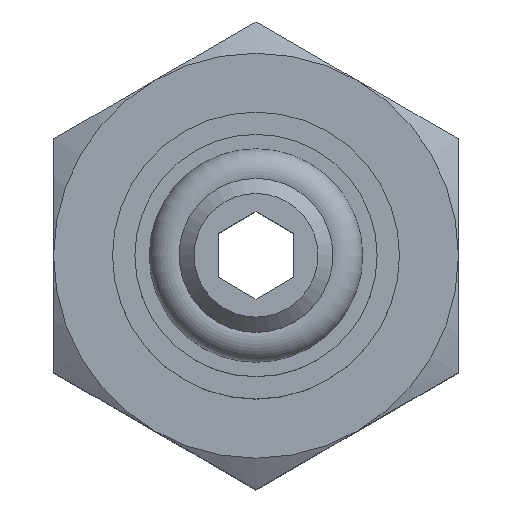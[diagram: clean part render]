
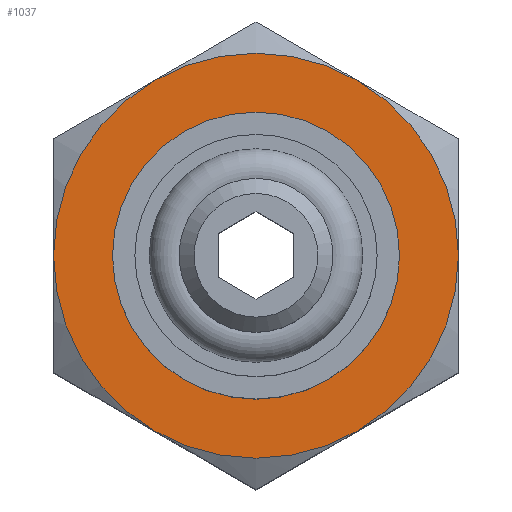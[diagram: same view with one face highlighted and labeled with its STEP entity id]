
A CAD part, top view. The second image highlights one B-rep face of the part: STEP entity #1037.
In plain terms, the highlighted planar face has unit normal (0, 0, 1).
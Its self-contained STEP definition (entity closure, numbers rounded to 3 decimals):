
#81=PLANE('',#1127);
#130=CIRCLE('',#1116,4.5);
#131=CIRCLE('',#1118,6.35);
#132=CIRCLE('',#1120,6.35);
#133=CIRCLE('',#1122,6.35);
#134=CIRCLE('',#1124,6.35);
#135=CIRCLE('',#1126,6.35);
#136=CIRCLE('',#1128,6.35);
#271=ORIENTED_EDGE('',*,*,#376,.F.);
#272=ORIENTED_EDGE('',*,*,#377,.T.);
#273=ORIENTED_EDGE('',*,*,#381,.T.);
#274=ORIENTED_EDGE('',*,*,#380,.T.);
#275=ORIENTED_EDGE('',*,*,#379,.T.);
#276=ORIENTED_EDGE('',*,*,#382,.T.);
#277=ORIENTED_EDGE('',*,*,#378,.T.);
#376=EDGE_CURVE('',#448,#448,#130,.T.);
#377=EDGE_CURVE('',#430,#428,#131,.T.);
#378=EDGE_CURVE('',#432,#430,#132,.T.);
#379=EDGE_CURVE('',#424,#422,#133,.T.);
#380=EDGE_CURVE('',#426,#424,#134,.T.);
#381=EDGE_CURVE('',#428,#426,#135,.T.);
#382=EDGE_CURVE('',#422,#432,#136,.T.);
#422=VERTEX_POINT('',#1469);
#424=VERTEX_POINT('',#1481);
#426=VERTEX_POINT('',#1493);
#428=VERTEX_POINT('',#1505);
#430=VERTEX_POINT('',#1517);
#432=VERTEX_POINT('',#1529);
#448=VERTEX_POINT('',#1575);
#540=EDGE_LOOP('',(#271));
#541=EDGE_LOOP('',(#272,#273,#274,#275,#276,#277));
#616=FACE_BOUND('',#540,.T.);
#617=FACE_BOUND('',#541,.T.);
#1037=ADVANCED_FACE('',(#616,#617),#81,.F.);
#1116=AXIS2_PLACEMENT_3D('',#1574,#1288,#1289);
#1118=AXIS2_PLACEMENT_3D('',#1577,#1292,#1293);
#1120=AXIS2_PLACEMENT_3D('',#1579,#1296,#1297);
#1122=AXIS2_PLACEMENT_3D('',#1581,#1300,#1301);
#1124=AXIS2_PLACEMENT_3D('',#1583,#1304,#1305);
#1126=AXIS2_PLACEMENT_3D('',#1585,#1308,#1309);
#1127=AXIS2_PLACEMENT_3D('',#1586,#1310,#1311);
#1128=AXIS2_PLACEMENT_3D('',#1587,#1312,#1313);
#1288=DIRECTION('',(0.,0.,1.));
#1289=DIRECTION('',(1.,0.,0.));
#1292=DIRECTION('',(0.,0.,1.));
#1293=DIRECTION('',(1.,0.,0.));
#1296=DIRECTION('',(0.,0.,1.));
#1297=DIRECTION('',(1.,0.,0.));
#1300=DIRECTION('',(0.,0.,1.));
#1301=DIRECTION('',(1.,0.,0.));
#1304=DIRECTION('',(0.,0.,1.));
#1305=DIRECTION('',(1.,0.,0.));
#1308=DIRECTION('',(0.,0.,1.));
#1309=DIRECTION('',(1.,0.,0.));
#1310=DIRECTION('',(0.,0.,-1.));
#1311=DIRECTION('',(-1.,0.,0.));
#1312=DIRECTION('',(0.,0.,1.));
#1313=DIRECTION('',(1.,0.,0.));
#1469=CARTESIAN_POINT('',(-6.35,0.,16.5));
#1481=CARTESIAN_POINT('',(-3.175,5.499,16.5));
#1493=CARTESIAN_POINT('',(3.175,5.499,16.5));
#1505=CARTESIAN_POINT('',(6.35,0.,16.5));
#1517=CARTESIAN_POINT('',(3.175,-5.499,16.5));
#1529=CARTESIAN_POINT('',(-3.175,-5.499,16.5));
#1574=CARTESIAN_POINT('',(0.,0.,16.5));
#1575=CARTESIAN_POINT('',(4.5,0.,16.5));
#1577=CARTESIAN_POINT('',(0.,0.,16.5));
#1579=CARTESIAN_POINT('',(0.,0.,16.5));
#1581=CARTESIAN_POINT('',(0.,0.,16.5));
#1583=CARTESIAN_POINT('',(0.,0.,16.5));
#1585=CARTESIAN_POINT('',(0.,0.,16.5));
#1586=CARTESIAN_POINT('',(6.35,0.,16.5));
#1587=CARTESIAN_POINT('',(0.,0.,16.5));
